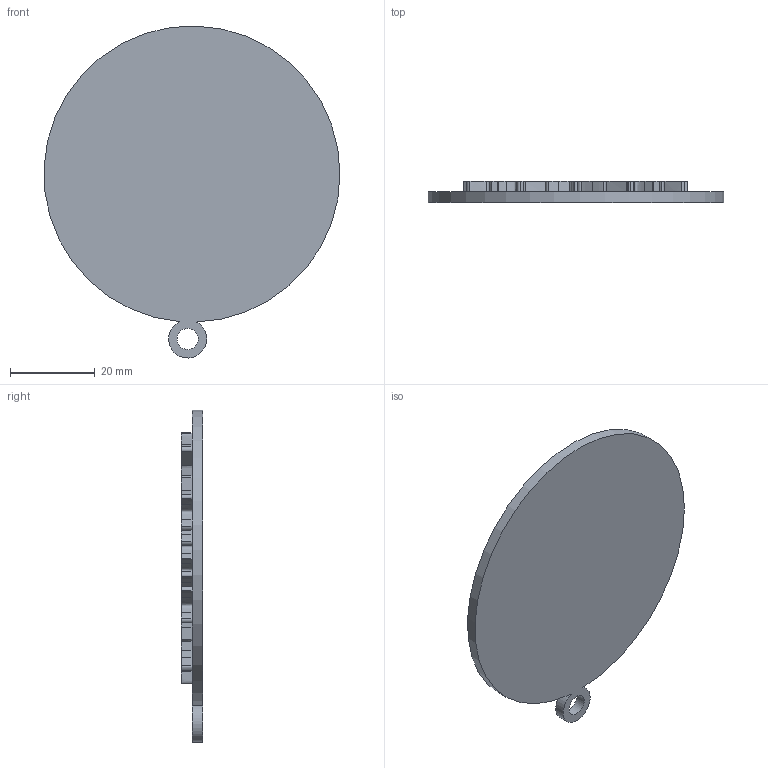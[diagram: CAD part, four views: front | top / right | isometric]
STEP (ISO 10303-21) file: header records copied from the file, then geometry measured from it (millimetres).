
FILE_DESCRIPTION(/* description */ (''),/* implementation_level */ '2;1');
FILE_NAME(/* name */ 'SnowflakeKeyChain.step',/* time_stamp */ '2025-12-15T15:14:10+05:30',/* author */ (''),/* organization */ (''),/* preprocessor_version */ 'ST-DEVELOPER v20.1',/* originating_system */ 'Autodesk Translation Framework v14.21.0.0',/* authorisation */ '');
FILE_SCHEMA (('AUTOMOTIVE_DESIGN { 1 0 10303 214 3 1 1 }'));
Length unit declared in the file: millimetre
Products named in the file (1): 2025-12-15-15-02-13-483
Bounding box: 69.95 x 5 x 78.48 mm (x, y, z)
Volume: 11236.2 mm3; surface area: 10111.8 mm2
Topology: 1 solids, 1 shells, 242 faces, 714 edges, 476 vertices
Faces by surface type: bspline 165, plane 74, cylinder 3
Full cylindrical faces by diameter (mm): 5 x1
Entity records: 8443 total; most frequent: CARTESIAN_POINT 3578, ORIENTED_EDGE 1428, EDGE_CURVE 714, DIRECTION 546, VERTEX_POINT 476, LINE 378, VECTOR 378, EDGE_LOOP 246
